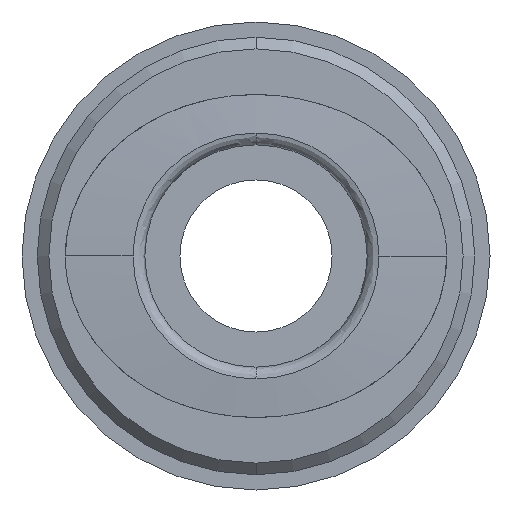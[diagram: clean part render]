
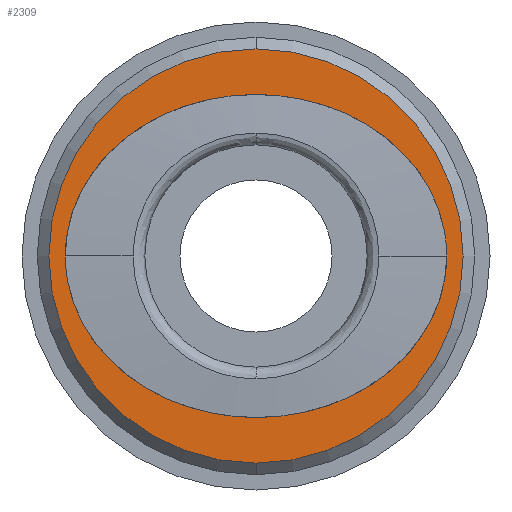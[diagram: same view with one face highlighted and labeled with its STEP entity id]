
A CAD part, front view. The second image highlights one B-rep face of the part: STEP entity #2309.
In plain terms, the highlighted planar face has unit normal (0, -1, 0).
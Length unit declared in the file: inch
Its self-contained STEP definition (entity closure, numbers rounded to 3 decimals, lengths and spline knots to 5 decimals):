
#2 = CARTESIAN_POINT ( 'NONE',  ( 0.32087, -0.76772, 0. ) ) ;
#166 = DIRECTION ( 'NONE',  ( 0., 0., 1. ) ) ;
#242 = EDGE_CURVE ( 'NONE', #868, #2115, #2506, .T. ) ;
#377 = DIRECTION ( 'NONE',  ( 0., -1., 0. ) ) ;
#412 = CIRCLE ( 'NONE', #1024, 0.34843 ) ;
#662 = VERTEX_POINT ( 'NONE', #2061 ) ;
#676 = EDGE_CURVE ( 'NONE', #662, #1757, #1831, .T. ) ;
#706 = CARTESIAN_POINT ( 'NONE',  ( 0.32087, -0.76772, 0. ) ) ;
#868 = VERTEX_POINT ( 'NONE', #706 ) ;
#881 = FACE_OUTER_BOUND ( 'NONE', #2665, .T. ) ;
#906 = ORIENTED_EDGE ( 'NONE', *, *, #242, .F. ) ;
#923 = CARTESIAN_POINT ( 'NONE',  ( -0.32087, -0.76772, -0.27165 ) ) ;
#951 = FACE_BOUND ( 'NONE', #990, .T. ) ;
#984 = CARTESIAN_POINT ( 'NONE',  ( 0., -0.76772, 0.27165 ) ) ;
#990 = EDGE_LOOP ( 'NONE', ( #1310, #906 ) ) ;
#1024 = AXIS2_PLACEMENT_3D ( 'NONE', #2940, #1554, #166 ) ;
#1065 = CARTESIAN_POINT ( 'NONE',  ( -0.0935, -0.76772, 0. ) ) ;
#1217 = CARTESIAN_POINT ( 'NONE',  ( -0.32087, -0.76772, 0. ) ) ;
#1229 = CARTESIAN_POINT ( 'NONE',  ( -0.32087, -0.76772, 0. ) ) ;
#1310 = ORIENTED_EDGE ( 'NONE', *, *, #1593, .F. ) ;
#1377 = CARTESIAN_POINT ( 'NONE',  ( 0., -0.76772, 0. ) ) ;
#1391 = CARTESIAN_POINT ( 'NONE',  ( 0.32087, -0.76772, -0.27165 ) ) ;
#1439 = CARTESIAN_POINT ( 'NONE',  ( 0., -0.76772, -0.34843 ) ) ;
#1554 = DIRECTION ( 'NONE',  ( 0., -1., 0. ) ) ;
#1593 = EDGE_CURVE ( 'NONE', #2115, #868, #1730, .T. ) ;
#1616 = DIRECTION ( 'NONE',  ( 0., 0., 1. ) ) ;
#1675 = CARTESIAN_POINT ( 'NONE',  ( 0.32087, -0.76772, 0. ) ) ;
#1730 =( BOUNDED_CURVE ( )  B_SPLINE_CURVE ( 2, ( #1846, #923, #2785, #1391, #2 ),
 .UNSPECIFIED., .F., .T. ) 
 B_SPLINE_CURVE_WITH_KNOTS ( ( 3, 2, 3 ),
 ( 0., 0.01185, 0.02369 ),
 .UNSPECIFIED. ) 
 CURVE ( )  GEOMETRIC_REPRESENTATION_ITEM ( )  RATIONAL_B_SPLINE_CURVE ( ( 1., 0.707, 1., 0.707, 1. ) ) 
 REPRESENTATION_ITEM ( '' )  );
#1757 = VERTEX_POINT ( 'NONE', #1439 ) ;
#1768 = PLANE ( 'NONE',  #1803 ) ;
#1803 = AXIS2_PLACEMENT_3D ( 'NONE', #1065, #377, #1994 ) ;
#1831 = CIRCLE ( 'NONE', #2136, 0.34843 ) ;
#1846 = CARTESIAN_POINT ( 'NONE',  ( -0.32087, -0.76772, 0. ) ) ;
#1994 = DIRECTION ( 'NONE',  ( 0., 0., -1. ) ) ;
#2061 = CARTESIAN_POINT ( 'NONE',  ( 0., -0.76772, 0.34843 ) ) ;
#2115 = VERTEX_POINT ( 'NONE', #1229 ) ;
#2136 = AXIS2_PLACEMENT_3D ( 'NONE', #1377, #2993, #1616 ) ;
#2309 = ADVANCED_FACE ( 'NONE', ( #951, #881 ), #1768, .T. ) ;
#2390 = CARTESIAN_POINT ( 'NONE',  ( 0.32087, -0.76772, 0.27165 ) ) ;
#2406 = EDGE_CURVE ( 'NONE', #1757, #662, #412, .T. ) ;
#2506 =( BOUNDED_CURVE ( )  B_SPLINE_CURVE ( 2, ( #1675, #2390, #984, #2618, #1217 ),
 .UNSPECIFIED., .F., .T. ) 
 B_SPLINE_CURVE_WITH_KNOTS ( ( 3, 2, 3 ),
 ( 0.02369, 0.03552, 0.04734 ),
 .UNSPECIFIED. ) 
 CURVE ( )  GEOMETRIC_REPRESENTATION_ITEM ( )  RATIONAL_B_SPLINE_CURVE ( ( 1., 0.707, 1., 0.707, 1. ) ) 
 REPRESENTATION_ITEM ( '' )  );
#2560 = ORIENTED_EDGE ( 'NONE', *, *, #2406, .T. ) ;
#2618 = CARTESIAN_POINT ( 'NONE',  ( -0.32087, -0.76772, 0.27165 ) ) ;
#2665 = EDGE_LOOP ( 'NONE', ( #2932, #2560 ) ) ;
#2785 = CARTESIAN_POINT ( 'NONE',  ( 0., -0.76772, -0.27165 ) ) ;
#2932 = ORIENTED_EDGE ( 'NONE', *, *, #676, .T. ) ;
#2940 = CARTESIAN_POINT ( 'NONE',  ( 0., -0.76772, 0. ) ) ;
#2993 = DIRECTION ( 'NONE',  ( 0., -1., 0. ) ) ;
